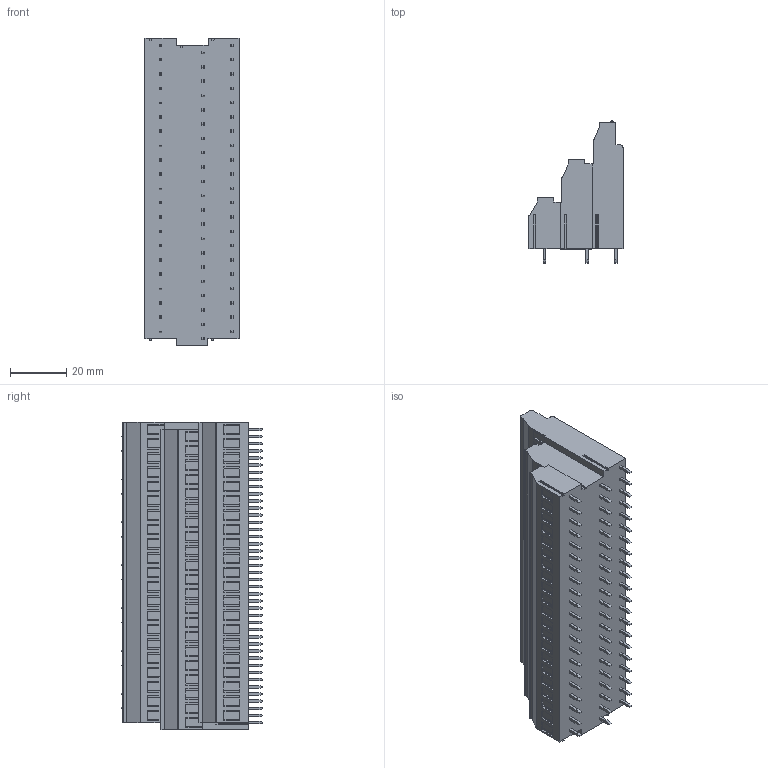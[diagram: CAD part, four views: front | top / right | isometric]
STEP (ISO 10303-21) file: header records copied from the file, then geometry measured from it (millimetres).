
FILE_DESCRIPTION((''),'2;1');
FILE_NAME('TL324VH3-XXP-XS','2025-01-10T09:21:05',('yanfa'),(''),'CREO PARAMETRIC BY PTC INC, 2018100','CREO PARAMETRIC BY PTC INC, 2018100','');
FILE_SCHEMA(('CONFIG_CONTROL_DESIGN','SHAPE_APPEARANCE_LAYERS_GROUPS'));
Products named in the file (1): TL324VH3-XXP-XS
Bounding box: 33.4 x 50.3 x 109.22 mm (x, y, z)
Volume: 100010.8 mm3; surface area: 26633.3 mm2
Topology: 1 solids, 81 shells, 2609 faces, 6770 edges, 4456 vertices
Faces by surface type: plane 2177, cylinder 278, torus 126, sphere 28
Entity records: 79392 total; most frequent: CARTESIAN_POINT 15198, ORIENTED_EDGE 13484, DIRECTION 12696, EDGE_CURVE 6742, VECTOR 5498, LINE 5498, VERTEX_POINT 4456, AXIS2_PLACEMENT_3D 3599
